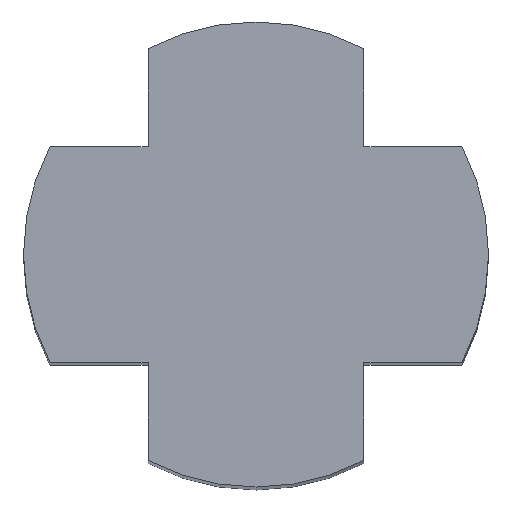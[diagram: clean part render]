
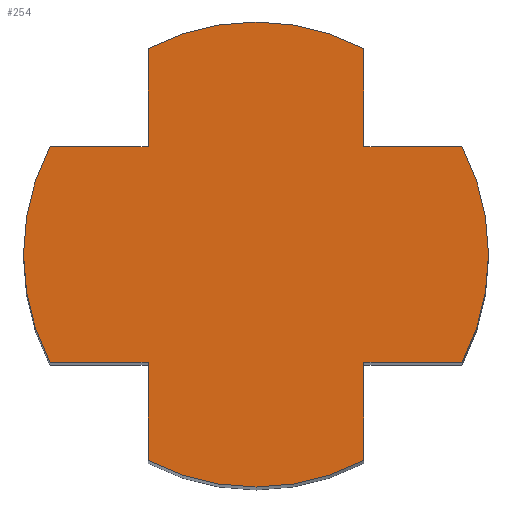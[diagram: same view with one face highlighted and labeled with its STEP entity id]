
A CAD part, top view. The second image highlights one B-rep face of the part: STEP entity #254.
In plain terms, the highlighted planar face has unit normal (0, 0, 1).
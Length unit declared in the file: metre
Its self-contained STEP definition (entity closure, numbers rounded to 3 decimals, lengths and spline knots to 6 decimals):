
#12=PLANE('',#289);
#22=CIRCLE('',#278,0.0019);
#25=CIRCLE('',#282,0.0019);
#26=CIRCLE('',#284,0.0019);
#28=CIRCLE('',#287,0.0019);
#46=ORIENTED_EDGE('',*,*,#118,.F.);
#47=ORIENTED_EDGE('',*,*,#119,.F.);
#48=ORIENTED_EDGE('',*,*,#109,.T.);
#49=ORIENTED_EDGE('',*,*,#120,.T.);
#50=ORIENTED_EDGE('',*,*,#121,.T.);
#51=ORIENTED_EDGE('',*,*,#110,.T.);
#52=ORIENTED_EDGE('',*,*,#122,.T.);
#53=ORIENTED_EDGE('',*,*,#123,.T.);
#54=ORIENTED_EDGE('',*,*,#114,.T.);
#55=ORIENTED_EDGE('',*,*,#124,.T.);
#56=ORIENTED_EDGE('',*,*,#125,.T.);
#57=ORIENTED_EDGE('',*,*,#103,.T.);
#103=EDGE_CURVE('',#140,#138,#22,.T.);
#109=EDGE_CURVE('',#143,#145,#25,.T.);
#110=EDGE_CURVE('',#146,#147,#26,.T.);
#114=EDGE_CURVE('',#150,#151,#28,.T.);
#118=EDGE_CURVE('',#154,#138,#170,.T.);
#119=EDGE_CURVE('',#143,#154,#171,.T.);
#120=EDGE_CURVE('',#145,#155,#172,.T.);
#121=EDGE_CURVE('',#155,#146,#173,.T.);
#122=EDGE_CURVE('',#147,#156,#174,.T.);
#123=EDGE_CURVE('',#156,#150,#175,.T.);
#124=EDGE_CURVE('',#151,#157,#176,.T.);
#125=EDGE_CURVE('',#157,#140,#177,.T.);
#138=VERTEX_POINT('',#376);
#140=VERTEX_POINT('',#379);
#143=VERTEX_POINT('',#386);
#145=VERTEX_POINT('',#390);
#146=VERTEX_POINT('',#394);
#147=VERTEX_POINT('',#395);
#150=VERTEX_POINT('',#403);
#151=VERTEX_POINT('',#404);
#154=VERTEX_POINT('',#412);
#155=VERTEX_POINT('',#415);
#156=VERTEX_POINT('',#418);
#157=VERTEX_POINT('',#421);
#170=LINE('',#411,#198);
#171=LINE('',#413,#199);
#172=LINE('',#414,#200);
#173=LINE('',#416,#201);
#174=LINE('',#417,#202);
#175=LINE('',#419,#203);
#176=LINE('',#420,#204);
#177=LINE('',#422,#205);
#198=VECTOR('',#335,1.);
#199=VECTOR('',#336,1.);
#200=VECTOR('',#337,1.);
#201=VECTOR('',#338,1.);
#202=VECTOR('',#339,1.);
#203=VECTOR('',#340,1.);
#204=VECTOR('',#341,1.);
#205=VECTOR('',#342,1.);
#222=EDGE_LOOP('',(#46,#47,#48,#49,#50,#51,#52,#53,#54,#55,#56,#57));
#236=FACE_BOUND('',#222,.T.);
#254=ADVANCED_FACE('',(#236),#12,.T.);
#278=AXIS2_PLACEMENT_3D('',#378,#304,#305);
#282=AXIS2_PLACEMENT_3D('',#391,#315,#316);
#284=AXIS2_PLACEMENT_3D('',#393,#319,#320);
#287=AXIS2_PLACEMENT_3D('',#402,#327,#328);
#289=AXIS2_PLACEMENT_3D('',#410,#333,#334);
#304=DIRECTION('',(0.,0.,1.));
#305=DIRECTION('',(1.,0.,0.));
#315=DIRECTION('',(0.,0.,1.));
#316=DIRECTION('',(1.,0.,0.));
#319=DIRECTION('',(0.,0.,1.));
#320=DIRECTION('',(1.,0.,0.));
#327=DIRECTION('',(0.,0.,1.));
#328=DIRECTION('',(1.,0.,0.));
#333=DIRECTION('',(0.,0.,1.));
#334=DIRECTION('',(1.,0.,0.));
#335=DIRECTION('',(0.,1.,0.));
#336=DIRECTION('',(1.,0.,0.));
#337=DIRECTION('',(1.,0.,0.));
#338=DIRECTION('',(0.,-1.,0.));
#339=DIRECTION('',(0.,1.,0.));
#340=DIRECTION('',(1.,0.,0.));
#341=DIRECTION('',(-1.,0.,0.));
#342=DIRECTION('',(0.,1.,0.));
#376=CARTESIAN_POINT('',(-0.000882,0.001683,0.014));
#378=CARTESIAN_POINT('',(0.,0.,0.014));
#379=CARTESIAN_POINT('',(0.000882,0.001683,0.014));
#386=CARTESIAN_POINT('',(-0.001683,0.000882,0.014));
#390=CARTESIAN_POINT('',(-0.001683,-0.000882,0.014));
#391=CARTESIAN_POINT('',(0.,0.,0.014));
#393=CARTESIAN_POINT('',(0.,0.,0.014));
#394=CARTESIAN_POINT('',(-0.000882,-0.001683,0.014));
#395=CARTESIAN_POINT('',(0.000882,-0.001683,0.014));
#402=CARTESIAN_POINT('',(0.,0.,0.014));
#403=CARTESIAN_POINT('',(0.001683,-0.000882,0.014));
#404=CARTESIAN_POINT('',(0.001683,0.000882,0.014));
#410=CARTESIAN_POINT('',(0.,0.,0.014));
#411=CARTESIAN_POINT('',(-0.000882,0.001832,0.014));
#412=CARTESIAN_POINT('',(-0.000882,0.000882,0.014));
#413=CARTESIAN_POINT('',(-0.001157,0.000882,0.014));
#414=CARTESIAN_POINT('',(-0.001832,-0.000882,0.014));
#415=CARTESIAN_POINT('',(-0.000882,-0.000882,0.014));
#416=CARTESIAN_POINT('',(-0.000882,-0.001157,0.014));
#417=CARTESIAN_POINT('',(0.000882,-0.001832,0.014));
#418=CARTESIAN_POINT('',(0.000882,-0.000882,0.014));
#419=CARTESIAN_POINT('',(0.001157,-0.000882,0.014));
#420=CARTESIAN_POINT('',(0.001832,0.000882,0.014));
#421=CARTESIAN_POINT('',(0.000882,0.000882,0.014));
#422=CARTESIAN_POINT('',(0.000882,0.001157,0.014));
